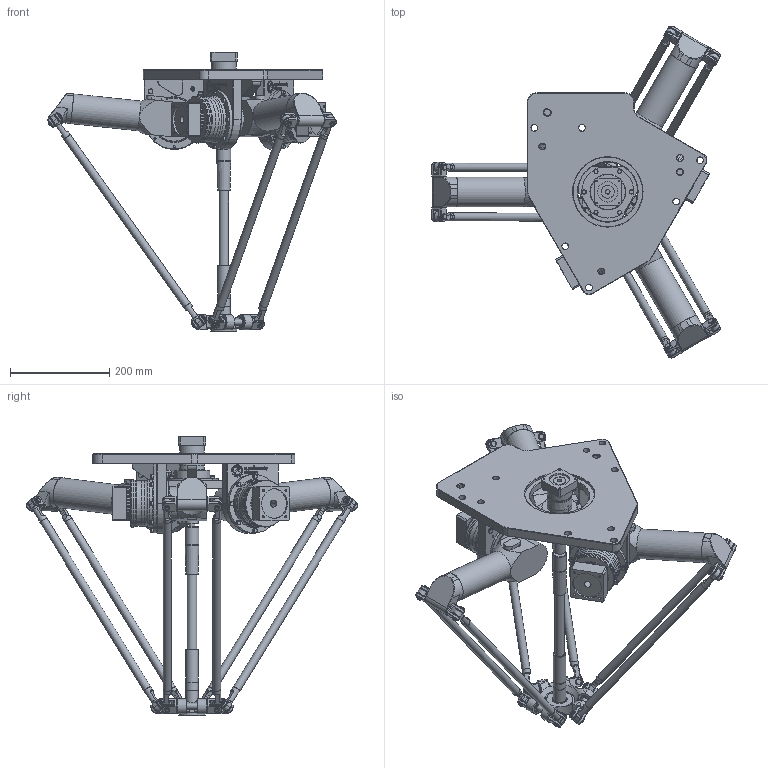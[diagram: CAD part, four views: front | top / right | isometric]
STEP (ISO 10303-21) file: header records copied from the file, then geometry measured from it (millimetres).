
FILE_DESCRIPTION(/* description */ (''),/* implementation_level */ '2;1');
FILE_NAME(/* name */ '3D-model_A_00082-05.stp',/* time_stamp */ '2021-12-21T09:40:59+01:00',/* author */ ('michael.schutter'),/* organization */ ('Majatronic'),/* preprocessor_version */ 'ST-DEVELOPER v16.5',/* originating_system */ 'Autodesk Inventor 2017',/* authorisation */ '');
FILE_SCHEMA (('AUTOMOTIVE_DESIGN { 1 0 10303 214 3 1 1 }'));
Length unit declared in the file: millimetre
Products named in the file (12): A_00082-05_DUMMY; MT_BGR00104670 Dummy Kopfplatte; MT_WST00107593 Dummy Kopfplatte; MT_WST00055542MT_WST; MT_WST00107543 Getriebe; MT_WST00031897MT_WST; MT_WST00031898MT_WST; MT_WST00101401; MT_WST00101752; MT_WST00101753 Dummy ISO Flansch; MT_WST00109369 Dummy Achse 4 oben; MT_WST00109370
Assembly tree (25 placements, depth 3):
  A_00082-05_DUMMY
    MT_BGR00104670 Dummy Kopfplatte
      MT_WST00107593 Dummy Kopfplatte
      MT_WST00055542MT_WST  x3
      MT_WST00107543 Getriebe
    MT_WST00031897MT_WST  x3
    MT_WST00031898MT_WST  x6
    MT_WST00101401  x6
    MT_WST00101752
    MT_WST00101753 Dummy ISO Flansch
    MT_WST00109369 Dummy Achse 4 oben
    MT_WST00109370
Bounding box: 581.91 x 668.54 x 562.4 mm (x, y, z)
Volume: 8764762.8 mm3; surface area: 1089269.5 mm2
Topology: 24 solids, 24 shells, 2667 faces, 6292 edges, 3974 vertices
Faces by surface type: plane 1407, cylinder 779, cone 284, torus 119, bspline 74, sphere 4
Full cylindrical faces by diameter (mm): 1.7 x2, 2.459 x3, 3.242 x4, 3.3 x5, 4.134 x24, 4.917 x16, 5.188 x24, 6 x1, 8 x36, 8.5 x30, 9.013 x1, 9.6 x3, 10 x2, 11.6 x1, 12 x30, 13.5 x9, 14 x3, 16 x30, 17 x1, 18 x24, 19 x1, 25 x5, 25.8 x1, 28 x1, 35 x1, 41 x1, 50 x4, 53 x1, 53.5 x2, 60 x6
Entity records: 50780 total; most frequent: CARTESIAN_POINT 14988, DIRECTION 7354, ORIENTED_EDGE 6682, EDGE_CURVE 3341, AXIS2_PLACEMENT_3D 2681, VERTEX_POINT 2302, EDGE_LOOP 2027, LINE 1992
